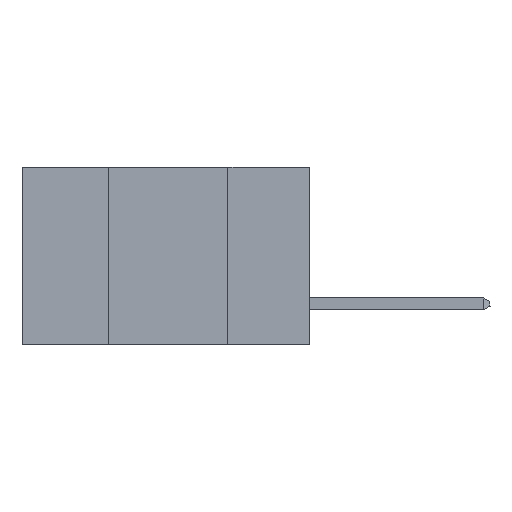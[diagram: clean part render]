
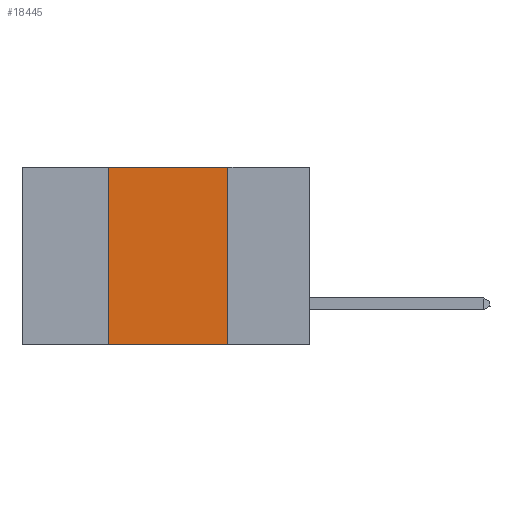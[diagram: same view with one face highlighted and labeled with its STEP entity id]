
A CAD part, left-side view. The second image highlights one B-rep face of the part: STEP entity #18445.
In plain terms, the highlighted planar face has unit normal (-1, 0, 0).
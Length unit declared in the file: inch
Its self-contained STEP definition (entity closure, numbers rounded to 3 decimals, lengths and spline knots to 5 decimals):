
#168 = DIRECTION ( 'NONE',  ( 0., 0., -1. ) ) ;
#266 = DIRECTION ( 'NONE',  ( 0., 0., 1. ) ) ;
#1238 = ORIENTED_EDGE ( 'NONE', *, *, #33467, .F. ) ;
#1730 = CARTESIAN_POINT ( 'NONE',  ( 0., 0.42, 0. ) ) ;
#2545 = VERTEX_POINT ( 'NONE', #1730 ) ;
#2618 = LINE ( 'NONE', #3300, #25020 ) ;
#3300 = CARTESIAN_POINT ( 'NONE',  ( 0., 0.42, 0. ) ) ;
#4582 = DIRECTION ( 'NONE',  ( 1., 0., 0. ) ) ;
#6099 = FACE_OUTER_BOUND ( 'NONE', #24504, .T. ) ;
#7121 = CARTESIAN_POINT ( 'NONE',  ( 0., 0.42, -0.37 ) ) ;
#7296 = EDGE_CURVE ( 'NONE', #30215, #28052, #34628, .T. ) ;
#11307 = CARTESIAN_POINT ( 'NONE',  ( 0., 0.17, 0. ) ) ;
#13350 = LINE ( 'NONE', #22467, #38123 ) ;
#14201 = DIRECTION ( 'NONE',  ( 0., -1., 0. ) ) ;
#16306 = DIRECTION ( 'NONE',  ( 0., -1., 0. ) ) ;
#16988 = DIRECTION ( 'NONE',  ( 0., 0., -1. ) ) ;
#18445 = ADVANCED_FACE ( 'NONE', ( #6099 ), #23533, .F. ) ;
#21300 = VECTOR ( 'NONE', #14201, 39.37008 ) ;
#21616 = VECTOR ( 'NONE', #168, 39.37008 ) ;
#22134 = LINE ( 'NONE', #25610, #21616 ) ;
#22467 = CARTESIAN_POINT ( 'NONE',  ( 0., 0.6, 0. ) ) ;
#22708 = AXIS2_PLACEMENT_3D ( 'NONE', #33022, #4582, #16988 ) ;
#23533 = PLANE ( 'NONE',  #22708 ) ;
#24504 = EDGE_LOOP ( 'NONE', ( #25686, #30455, #1238, #30815 ) ) ;
#25020 = VECTOR ( 'NONE', #266, 39.37008 ) ;
#25610 = CARTESIAN_POINT ( 'NONE',  ( 0., 0.17, 0. ) ) ;
#25686 = ORIENTED_EDGE ( 'NONE', *, *, #38012, .F. ) ;
#28052 = VERTEX_POINT ( 'NONE', #35499 ) ;
#29860 = EDGE_CURVE ( 'NONE', #2545, #34411, #13350, .T. ) ;
#30031 = CARTESIAN_POINT ( 'NONE',  ( 0., 0.6, -0.37 ) ) ;
#30215 = VERTEX_POINT ( 'NONE', #7121 ) ;
#30455 = ORIENTED_EDGE ( 'NONE', *, *, #29860, .F. ) ;
#30815 = ORIENTED_EDGE ( 'NONE', *, *, #7296, .T. ) ;
#33022 = CARTESIAN_POINT ( 'NONE',  ( 0., 0.6, 0. ) ) ;
#33467 = EDGE_CURVE ( 'NONE', #30215, #2545, #2618, .T. ) ;
#34411 = VERTEX_POINT ( 'NONE', #11307 ) ;
#34628 = LINE ( 'NONE', #30031, #21300 ) ;
#35499 = CARTESIAN_POINT ( 'NONE',  ( 0., 0.17, -0.37 ) ) ;
#38012 = EDGE_CURVE ( 'NONE', #34411, #28052, #22134, .T. ) ;
#38123 = VECTOR ( 'NONE', #16306, 39.37008 ) ;
